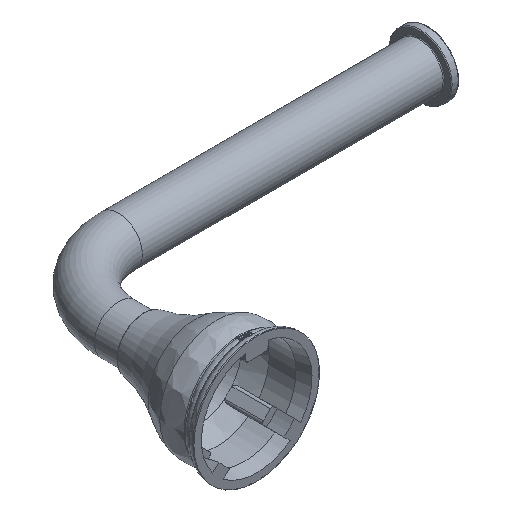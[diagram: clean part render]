
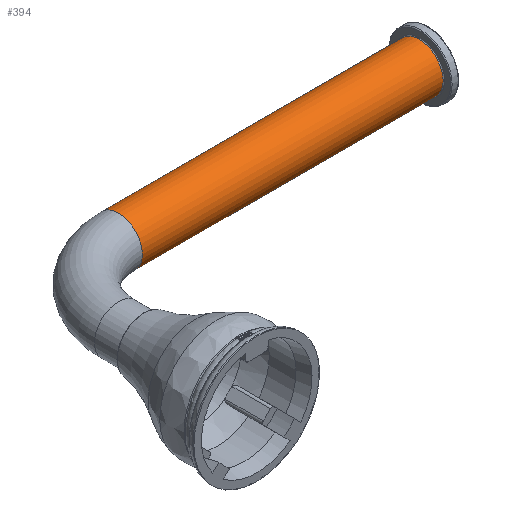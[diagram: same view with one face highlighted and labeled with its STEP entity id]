
A CAD part, isometric view. The second image highlights one B-rep face of the part: STEP entity #394.
In plain terms, the highlighted cylindrical face has radius 9.5 mm (diameter 19 mm), a full revolution.
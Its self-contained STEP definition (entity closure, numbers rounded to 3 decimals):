
#394=ADVANCED_FACE('',(#494,#495),#469,.T.);
#469=CYLINDRICAL_SURFACE('',#1351,9.5);
#494=FACE_BOUND('',#538,.T.);
#495=FACE_BOUND('',#539,.T.);
#538=EDGE_LOOP('',(#636));
#539=EDGE_LOOP('',(#637));
#636=ORIENTED_EDGE('',*,*,#1118,.T.);
#637=ORIENTED_EDGE('',*,*,#1117,.T.);
#992=VERTEX_POINT('',#1748);
#993=VERTEX_POINT('',#1751);
#1117=EDGE_CURVE('',#992,#992,#1296,.T.);
#1118=EDGE_CURVE('',#993,#993,#1297,.T.);
#1296=CIRCLE('',#1348,9.5);
#1297=CIRCLE('',#1350,9.5);
#1348=AXIS2_PLACEMENT_3D('',#1747,#1467,#1468);
#1350=AXIS2_PLACEMENT_3D('',#1750,#1471,#1472);
#1351=AXIS2_PLACEMENT_3D('',#1752,#1473,#1474);
#1467=DIRECTION('',(1.,0.,0.));
#1468=DIRECTION('',(0.,0.,-1.));
#1471=DIRECTION('',(-1.,0.,0.));
#1472=DIRECTION('',(0.,0.,-1.));
#1473=DIRECTION('',(1.,0.,0.));
#1474=DIRECTION('',(0.,0.,-1.));
#1747=CARTESIAN_POINT('',(1375.587,-314.435,0.));
#1748=CARTESIAN_POINT('',(1375.587,-314.435,-9.5));
#1750=CARTESIAN_POINT('',(1495.287,-314.435,0.));
#1751=CARTESIAN_POINT('',(1495.287,-314.435,-9.5));
#1752=CARTESIAN_POINT('',(1375.587,-314.435,0.));
